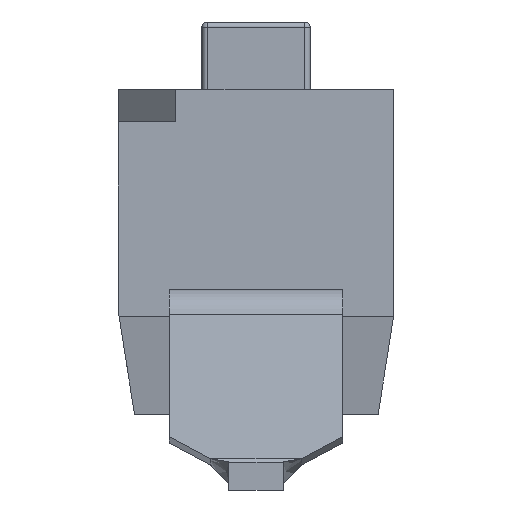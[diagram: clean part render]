
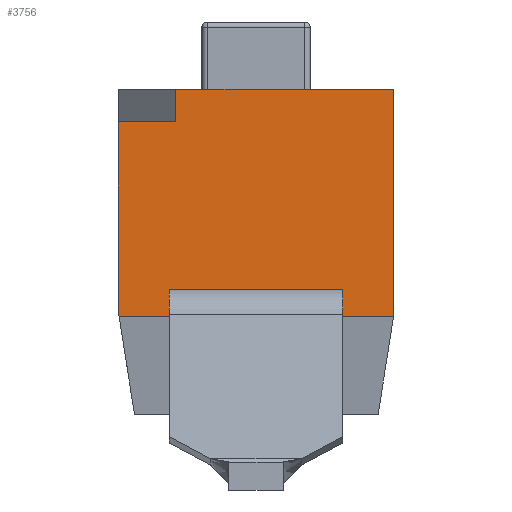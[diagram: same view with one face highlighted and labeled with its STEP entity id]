
A CAD part, front view. The second image highlights one B-rep face of the part: STEP entity #3756.
In plain terms, the highlighted planar face has unit normal (0, -1, 0).
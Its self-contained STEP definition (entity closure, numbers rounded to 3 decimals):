
#255=FACE_OUTER_BOUND('',#469,.T.);
#469=EDGE_LOOP('',(#3054,#3055,#3056,#3057,#3058,#3059,#3060));
#788=LINE('',#5912,#1199);
#790=LINE('',#5916,#1201);
#791=LINE('',#5918,#1202);
#792=LINE('',#5920,#1203);
#793=LINE('',#5922,#1204);
#794=LINE('',#5924,#1205);
#795=LINE('',#5925,#1206);
#1199=VECTOR('',#4845,10.);
#1201=VECTOR('',#4849,10.);
#1202=VECTOR('',#4850,10.);
#1203=VECTOR('',#4851,10.);
#1204=VECTOR('',#4852,10.);
#1205=VECTOR('',#4853,10.);
#1206=VECTOR('',#4854,10.);
#1704=VERTEX_POINT('',#5909);
#1705=VERTEX_POINT('',#5911);
#1706=VERTEX_POINT('',#5915);
#1707=VERTEX_POINT('',#5917);
#1708=VERTEX_POINT('',#5919);
#1709=VERTEX_POINT('',#5921);
#1710=VERTEX_POINT('',#5923);
#2178=EDGE_CURVE('',#1704,#1705,#788,.T.);
#2180=EDGE_CURVE('',#1706,#1704,#790,.T.);
#2181=EDGE_CURVE('',#1707,#1706,#791,.T.);
#2182=EDGE_CURVE('',#1708,#1707,#792,.T.);
#2183=EDGE_CURVE('',#1709,#1708,#793,.T.);
#2184=EDGE_CURVE('',#1710,#1709,#794,.T.);
#2185=EDGE_CURVE('',#1705,#1710,#795,.T.);
#3054=ORIENTED_EDGE('',*,*,#2178,.F.);
#3055=ORIENTED_EDGE('',*,*,#2180,.F.);
#3056=ORIENTED_EDGE('',*,*,#2181,.F.);
#3057=ORIENTED_EDGE('',*,*,#2182,.F.);
#3058=ORIENTED_EDGE('',*,*,#2183,.F.);
#3059=ORIENTED_EDGE('',*,*,#2184,.F.);
#3060=ORIENTED_EDGE('',*,*,#2185,.F.);
#3567=PLANE('',#4081);
#3756=ADVANCED_FACE('',(#255),#3567,.T.);
#4081=AXIS2_PLACEMENT_3D('',#5914,#4847,#4848);
#4845=DIRECTION('',(0.,0.,-1.));
#4847=DIRECTION('center_axis',(0.,-1.,0.));
#4848=DIRECTION('ref_axis',(0.,0.,1.));
#4849=DIRECTION('',(1.,0.,0.));
#4850=DIRECTION('',(0.,0.,1.));
#4851=DIRECTION('',(1.,0.,0.));
#4852=DIRECTION('',(0.,0.,1.));
#4853=DIRECTION('',(-0.156,0.,0.988));
#4854=DIRECTION('',(-1.,0.,0.));
#5909=CARTESIAN_POINT('',(1.27,-3.1,3.735));
#5911=CARTESIAN_POINT('',(1.27,-3.1,1.635));
#5912=CARTESIAN_POINT('',(1.27,-3.1,2.349));
#5914=CARTESIAN_POINT('Origin',(32.834,-3.1,2.463));
#5915=CARTESIAN_POINT('',(-0.74,-3.1,3.735));
#5916=CARTESIAN_POINT('',(-0.74,-3.1,3.735));
#5917=CARTESIAN_POINT('',(-0.74,-3.1,3.435));
#5918=CARTESIAN_POINT('',(-0.74,-3.1,3.435));
#5919=CARTESIAN_POINT('',(-1.27,-3.1,3.435));
#5920=CARTESIAN_POINT('',(-1.74,-3.1,3.435));
#5921=CARTESIAN_POINT('',(-1.27,-3.1,1.672));
#5922=CARTESIAN_POINT('',(-1.27,-3.1,3.435));
#5923=CARTESIAN_POINT('',(-1.264,-3.1,1.635));
#5924=CARTESIAN_POINT('',(-0.972,-3.1,-0.211));
#5925=CARTESIAN_POINT('',(-0.8,-3.1,1.635));
